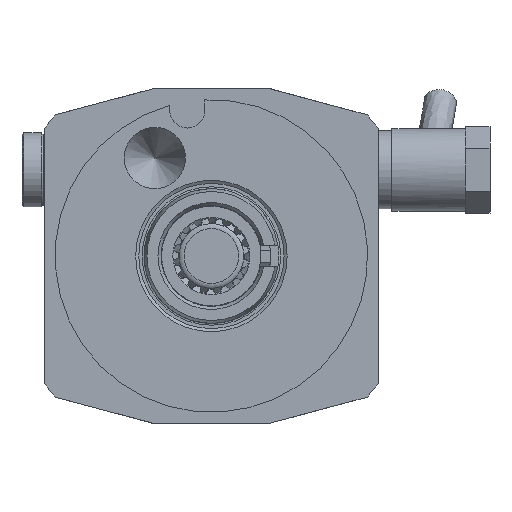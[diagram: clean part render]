
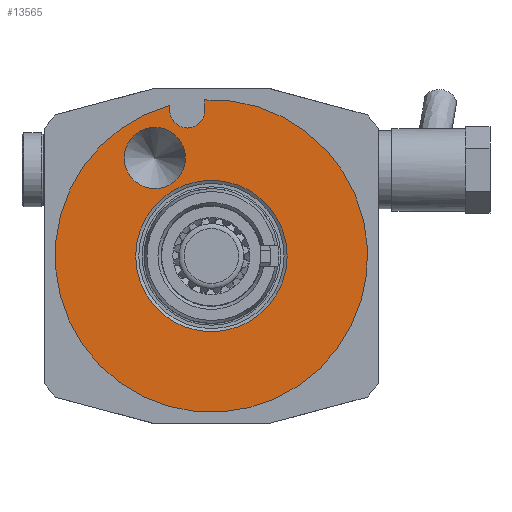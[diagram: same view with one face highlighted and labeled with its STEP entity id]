
A CAD part, front view. The second image highlights one B-rep face of the part: STEP entity #13565.
In plain terms, the highlighted planar face has unit normal (0, -1, 0).
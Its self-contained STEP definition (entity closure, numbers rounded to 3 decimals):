
#594 = CARTESIAN_POINT ( 'NONE',  ( -10.5, 0., 18.187 ) ) ;
#1195 = VERTEX_POINT ( 'NONE', #2576 ) ;
#1687 = AXIS2_PLACEMENT_3D ( 'NONE', #18177, #25692, #30198 ) ;
#1815 = AXIS2_PLACEMENT_3D ( 'NONE', #31377, #31211, #28358 ) ;
#1847 = ORIENTED_EDGE ( 'NONE', *, *, #24446, .T. ) ;
#1862 = EDGE_CURVE ( 'NONE', #28729, #28534, #21462, .T. ) ;
#2551 = ORIENTED_EDGE ( 'NONE', *, *, #14372, .F. ) ;
#2576 = CARTESIAN_POINT ( 'NONE',  ( -1.223, 0., 28.974 ) ) ;
#2714 = CARTESIAN_POINT ( 'NONE',  ( -7.723, 0., 27. ) ) ;
#3208 = CARTESIAN_POINT ( 'NONE',  ( -7.723, 0., 27.953 ) ) ;
#4690 = CARTESIAN_POINT ( 'NONE',  ( 14.05, 0., 0. ) ) ;
#4744 = EDGE_LOOP ( 'NONE', ( #9745 ) ) ;
#4936 = DIRECTION ( 'NONE',  ( 0., 0., -1. ) ) ;
#5793 = VECTOR ( 'NONE', #4936, 1000. ) ;
#6216 = DIRECTION ( 'NONE',  ( 1., 0., 0. ) ) ;
#6226 = EDGE_CURVE ( 'NONE', #20566, #1195, #7695, .T. ) ;
#6541 = CARTESIAN_POINT ( 'NONE',  ( 0., 0., 0. ) ) ;
#7355 = VERTEX_POINT ( 'NONE', #4690 ) ;
#7501 = LINE ( 'NONE', #15194, #28427 ) ;
#7526 = DIRECTION ( 'NONE',  ( -1., 0., 0. ) ) ;
#7695 = CIRCLE ( 'NONE', #1815, 29. ) ;
#8367 = CIRCLE ( 'NONE', #14239, 14.05 ) ;
#8831 = AXIS2_PLACEMENT_3D ( 'NONE', #594, #12529, #7526 ) ;
#9259 = EDGE_LOOP ( 'NONE', ( #1847 ) ) ;
#9745 = ORIENTED_EDGE ( 'NONE', *, *, #18594, .F. ) ;
#10016 = VERTEX_POINT ( 'NONE', #22921 ) ;
#11540 = DIRECTION ( 'NONE',  ( 0., -1., 0. ) ) ;
#12447 = PLANE ( 'NONE',  #1687 ) ;
#12529 = DIRECTION ( 'NONE',  ( 0., 1., 0. ) ) ;
#13565 = ADVANCED_FACE ( 'Defeature completata1_162', ( #30790, #23103, #22677 ), #12447, .F. ) ;
#14180 = CARTESIAN_POINT ( 'NONE',  ( -4.473, 0., 27. ) ) ;
#14239 = AXIS2_PLACEMENT_3D ( 'NONE', #6541, #11540, #6216 ) ;
#14372 = EDGE_CURVE ( 'NONE', #28534, #1195, #7501, .T. ) ;
#15194 = CARTESIAN_POINT ( 'NONE',  ( -1.223, 0., 27. ) ) ;
#15484 = CARTESIAN_POINT ( 'NONE',  ( -1.223, 0., 27. ) ) ;
#15599 = ORIENTED_EDGE ( 'NONE', *, *, #30611, .F. ) ;
#16125 = AXIS2_PLACEMENT_3D ( 'NONE', #14180, #24420, #26579 ) ;
#16912 = ORIENTED_EDGE ( 'NONE', *, *, #1862, .F. ) ;
#17639 = LINE ( 'NONE', #27324, #5793 ) ;
#18177 = CARTESIAN_POINT ( 'NONE',  ( 0., 0., 29. ) ) ;
#18594 = EDGE_CURVE ( 'NONE', #7355, #7355, #8367, .T. ) ;
#20566 = VERTEX_POINT ( 'NONE', #3208 ) ;
#21462 = CIRCLE ( 'NONE', #16125, 3.25 ) ;
#22677 = FACE_BOUND ( 'NONE', #4744, .T. ) ;
#22921 = CARTESIAN_POINT ( 'NONE',  ( -16.177, 0., 18.187 ) ) ;
#23103 = FACE_BOUND ( 'NONE', #9259, .T. ) ;
#24420 = DIRECTION ( 'NONE',  ( 0., -1., 0. ) ) ;
#24446 = EDGE_CURVE ( 'NONE', #10016, #10016, #24860, .T. ) ;
#24860 = CIRCLE ( 'NONE', #8831, 5.677 ) ;
#25402 = DIRECTION ( 'NONE',  ( 0., 0., 1. ) ) ;
#25692 = DIRECTION ( 'NONE',  ( 0., 1., 0. ) ) ;
#25693 = EDGE_LOOP ( 'NONE', ( #26662, #2551, #16912, #15599 ) ) ;
#26579 = DIRECTION ( 'NONE',  ( 1., 0., 0. ) ) ;
#26662 = ORIENTED_EDGE ( 'NONE', *, *, #6226, .T. ) ;
#27324 = CARTESIAN_POINT ( 'NONE',  ( -7.723, 0., 27. ) ) ;
#28358 = DIRECTION ( 'NONE',  ( 1., 0., 0. ) ) ;
#28427 = VECTOR ( 'NONE', #25402, 1000. ) ;
#28534 = VERTEX_POINT ( 'NONE', #15484 ) ;
#28729 = VERTEX_POINT ( 'NONE', #2714 ) ;
#30198 = DIRECTION ( 'NONE',  ( -1., 0., 0. ) ) ;
#30611 = EDGE_CURVE ( 'NONE', #20566, #28729, #17639, .T. ) ;
#30790 = FACE_OUTER_BOUND ( 'NONE', #25693, .T. ) ;
#31211 = DIRECTION ( 'NONE',  ( 0., -1., 0. ) ) ;
#31377 = CARTESIAN_POINT ( 'NONE',  ( 0., 0., 0. ) ) ;
